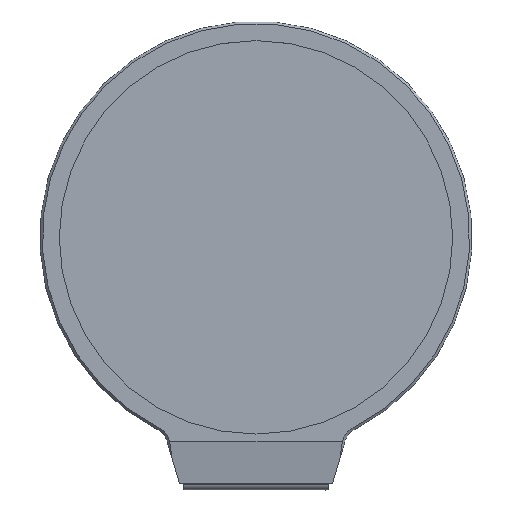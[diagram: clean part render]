
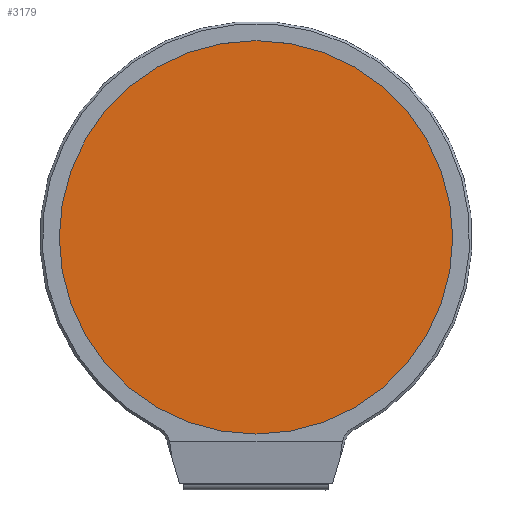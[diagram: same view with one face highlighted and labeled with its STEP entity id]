
A CAD part, top view. The second image highlights one B-rep face of the part: STEP entity #3179.
In plain terms, the highlighted planar face has unit normal (0, 0, 1).
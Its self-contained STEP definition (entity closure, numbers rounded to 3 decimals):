
#115=CIRCLE('',#3392,16.2);
#177=FACE_OUTER_BOUND('',#363,.T.);
#363=EDGE_LOOP('',(#2177));
#1388=VERTEX_POINT('',#4556);
#1698=EDGE_CURVE('',#1388,#1388,#115,.T.);
#2177=ORIENTED_EDGE('',*,*,#1698,.F.);
#3021=PLANE('',#3393);
#3179=ADVANCED_FACE('',(#177),#3021,.T.);
#3392=AXIS2_PLACEMENT_3D('',#4558,#3689,#3690);
#3393=AXIS2_PLACEMENT_3D('',#4559,#3691,#3692);
#3689=DIRECTION('center_axis',(0.,0.,-1.));
#3690=DIRECTION('ref_axis',(0.,1.,0.));
#3691=DIRECTION('center_axis',(0.,0.,1.));
#3692=DIRECTION('ref_axis',(1.,0.,0.));
#4556=CARTESIAN_POINT('',(0.,-16.2,1.4));
#4558=CARTESIAN_POINT('Origin',(0.,0.,1.4));
#4559=CARTESIAN_POINT('Origin',(0.,0.,1.4));
